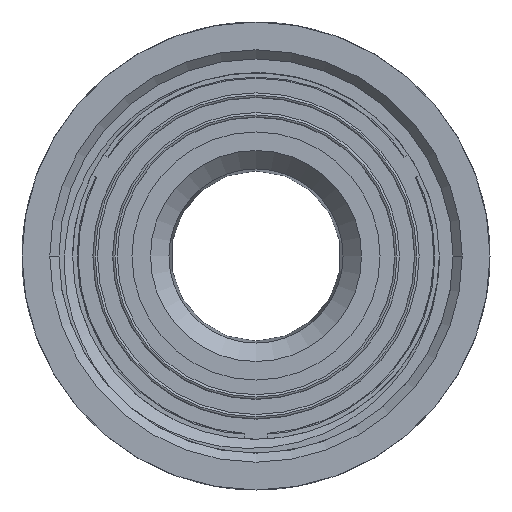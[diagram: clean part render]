
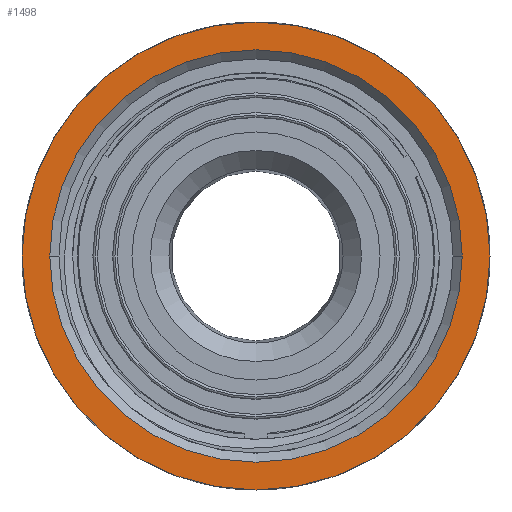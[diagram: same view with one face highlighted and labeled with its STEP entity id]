
A CAD part, front view. The second image highlights one B-rep face of the part: STEP entity #1498.
In plain terms, the highlighted planar face has unit normal (0, -1, 0).
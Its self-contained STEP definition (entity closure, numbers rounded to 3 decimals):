
#1498=ADVANCED_FACE('',(#1745,#1746),#1621,.F.);
#1621=PLANE('',#4768);
#1745=FACE_BOUND('',#1991,.T.);
#1746=FACE_BOUND('',#1992,.T.);
#1991=EDGE_LOOP('',(#3005,#3006));
#1992=EDGE_LOOP('',(#3007,#3008));
#3005=ORIENTED_EDGE('',*,*,#4096,.T.);
#3006=ORIENTED_EDGE('',*,*,#4216,.T.);
#3007=ORIENTED_EDGE('',*,*,#4217,.F.);
#3008=ORIENTED_EDGE('',*,*,#4111,.F.);
#3556=VERTEX_POINT('',#7996);
#3557=VERTEX_POINT('',#7998);
#3569=VERTEX_POINT('',#8043);
#3570=VERTEX_POINT('',#8045);
#4096=EDGE_CURVE('',#3557,#3556,#4408,.T.);
#4111=EDGE_CURVE('',#3569,#3570,#4416,.T.);
#4216=EDGE_CURVE('',#3556,#3557,#4446,.T.);
#4217=EDGE_CURVE('',#3570,#3569,#4447,.T.);
#4408=CIRCLE('',#4706,22.476);
#4416=CIRCLE('',#4718,25.5);
#4446=CIRCLE('',#4766,22.476);
#4447=CIRCLE('',#4767,25.5);
#4706=AXIS2_PLACEMENT_3D('',#7997,#5488,#5489);
#4718=AXIS2_PLACEMENT_3D('',#8044,#5518,#5519);
#4766=AXIS2_PLACEMENT_3D('',#9685,#5654,#5655);
#4767=AXIS2_PLACEMENT_3D('',#9686,#5656,#5657);
#4768=AXIS2_PLACEMENT_3D('',#9687,#5658,#5659);
#5488=DIRECTION('',(0.,1.,0.));
#5489=DIRECTION('',(1.,0.,0.));
#5518=DIRECTION('',(0.,1.,0.));
#5519=DIRECTION('',(1.,0.,0.));
#5654=DIRECTION('',(0.,1.,0.));
#5655=DIRECTION('',(1.,0.,0.));
#5656=DIRECTION('',(0.,1.,0.));
#5657=DIRECTION('',(1.,0.,0.));
#5658=DIRECTION('',(0.,1.,0.));
#5659=DIRECTION('',(1.,0.,0.));
#7996=CARTESIAN_POINT('',(-2160.317,1087.001,0.));
#7997=CARTESIAN_POINT('',(-2182.793,1087.001,0.));
#7998=CARTESIAN_POINT('',(-2205.269,1087.001,0.));
#8043=CARTESIAN_POINT('',(-2157.293,1087.001,0.));
#8044=CARTESIAN_POINT('',(-2182.793,1087.001,0.));
#8045=CARTESIAN_POINT('',(-2208.293,1087.001,0.));
#9685=CARTESIAN_POINT('',(-2182.793,1087.001,0.));
#9686=CARTESIAN_POINT('',(-2182.793,1087.001,0.));
#9687=CARTESIAN_POINT('',(-2182.793,1087.001,0.));
